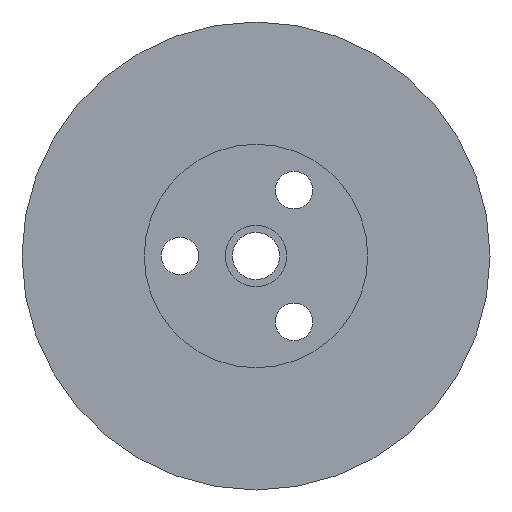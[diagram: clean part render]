
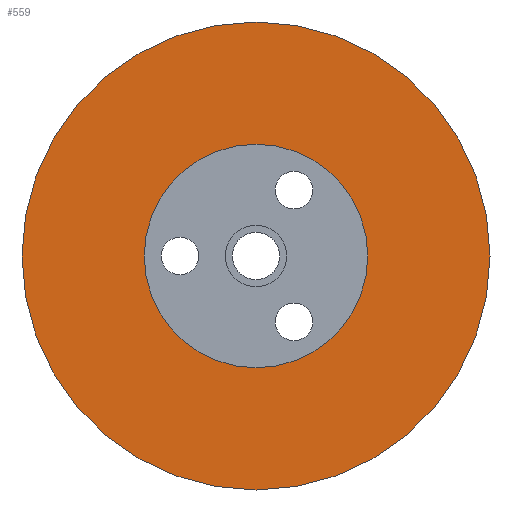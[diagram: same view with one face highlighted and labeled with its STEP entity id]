
A CAD part, left-side view. The second image highlights one B-rep face of the part: STEP entity #559.
In plain terms, the highlighted planar face has unit normal (-1, 0, 0).
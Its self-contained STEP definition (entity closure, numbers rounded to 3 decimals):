
#559 = ADVANCED_FACE ( 'NONE', ( #5813, #3953 ), #5858, .T. ) ;
#820 = DIRECTION ( 'NONE',  ( -1., 0., 0. ) ) ;
#1231 = DIRECTION ( 'NONE',  ( 0., 0., 1. ) ) ;
#1315 = AXIS2_PLACEMENT_3D ( 'NONE', #7420, #820, #4163 ) ;
#1852 = CIRCLE ( 'NONE', #6495, 20. ) ;
#2028 = CIRCLE ( 'NONE', #6390, 9.55 ) ;
#2038 = ORIENTED_EDGE ( 'NONE', *, *, #4443, .T. ) ;
#2505 = CARTESIAN_POINT ( 'NONE',  ( 5.957, 0., 0. ) ) ;
#2683 = AXIS2_PLACEMENT_3D ( 'NONE', #2505, #7345, #5182 ) ;
#2800 = EDGE_CURVE ( 'NONE', #3803, #4688, #1852, .T. ) ;
#3009 = CARTESIAN_POINT ( 'NONE',  ( 5.957, 0., -9.55 ) ) ;
#3357 = AXIS2_PLACEMENT_3D ( 'NONE', #7875, #5896, #1231 ) ;
#3562 = EDGE_CURVE ( 'NONE', #8267, #8597, #6060, .T. ) ;
#3803 = VERTEX_POINT ( 'NONE', #6878 ) ;
#3953 = FACE_BOUND ( 'NONE', #6055, .T. ) ;
#4163 = DIRECTION ( 'NONE',  ( 0., 0., 1. ) ) ;
#4284 = EDGE_LOOP ( 'NONE', ( #7952, #2038 ) ) ;
#4443 = EDGE_CURVE ( 'NONE', #4688, #3803, #5670, .T. ) ;
#4640 = DIRECTION ( 'NONE',  ( 0., 0., 1. ) ) ;
#4688 = VERTEX_POINT ( 'NONE', #6417 ) ;
#4763 = DIRECTION ( 'NONE',  ( -1., 0., 0. ) ) ;
#4991 = ORIENTED_EDGE ( 'NONE', *, *, #3562, .F. ) ;
#5182 = DIRECTION ( 'NONE',  ( 0., 0., 1. ) ) ;
#5670 = CIRCLE ( 'NONE', #1315, 20. ) ;
#5813 = FACE_OUTER_BOUND ( 'NONE', #4284, .T. ) ;
#5858 = PLANE ( 'NONE',  #3357 ) ;
#5896 = DIRECTION ( 'NONE',  ( -1., 0., 0. ) ) ;
#6055 = EDGE_LOOP ( 'NONE', ( #7270, #4991 ) ) ;
#6060 = CIRCLE ( 'NONE', #2683, 9.55 ) ;
#6390 = AXIS2_PLACEMENT_3D ( 'NONE', #8117, #4763, #7446 ) ;
#6417 = CARTESIAN_POINT ( 'NONE',  ( 5.957, 0., 20. ) ) ;
#6495 = AXIS2_PLACEMENT_3D ( 'NONE', #6802, #8122, #4640 ) ;
#6802 = CARTESIAN_POINT ( 'NONE',  ( 5.957, 0., 0. ) ) ;
#6878 = CARTESIAN_POINT ( 'NONE',  ( 5.957, 0., -20. ) ) ;
#7270 = ORIENTED_EDGE ( 'NONE', *, *, #8419, .F. ) ;
#7345 = DIRECTION ( 'NONE',  ( -1., 0., 0. ) ) ;
#7420 = CARTESIAN_POINT ( 'NONE',  ( 5.957, 0., 0. ) ) ;
#7446 = DIRECTION ( 'NONE',  ( 0., 0., 1. ) ) ;
#7875 = CARTESIAN_POINT ( 'NONE',  ( 5.957, 0., 0. ) ) ;
#7899 = CARTESIAN_POINT ( 'NONE',  ( 5.957, 0., 9.55 ) ) ;
#7952 = ORIENTED_EDGE ( 'NONE', *, *, #2800, .T. ) ;
#8117 = CARTESIAN_POINT ( 'NONE',  ( 5.957, 0., 0. ) ) ;
#8122 = DIRECTION ( 'NONE',  ( -1., 0., 0. ) ) ;
#8267 = VERTEX_POINT ( 'NONE', #7899 ) ;
#8419 = EDGE_CURVE ( 'NONE', #8597, #8267, #2028, .T. ) ;
#8597 = VERTEX_POINT ( 'NONE', #3009 ) ;
